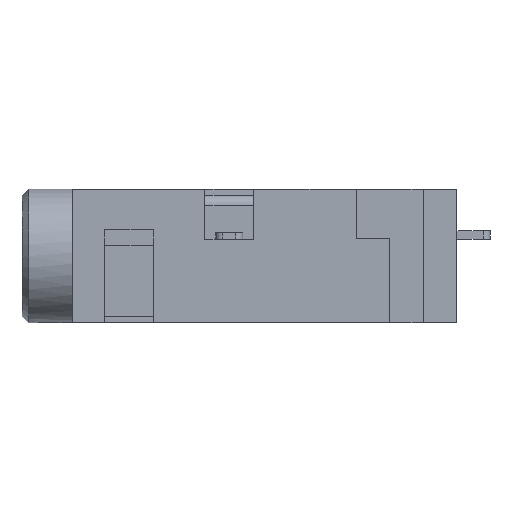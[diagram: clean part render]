
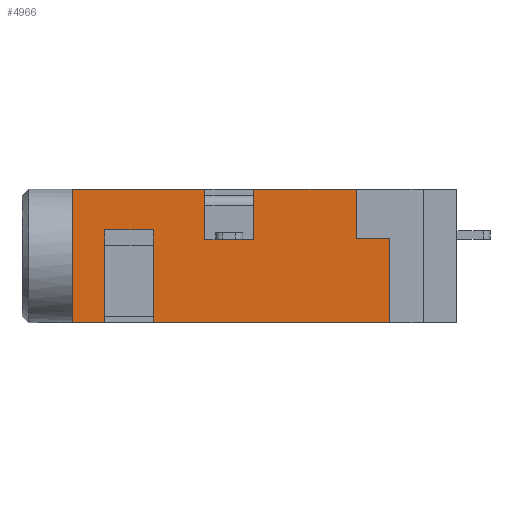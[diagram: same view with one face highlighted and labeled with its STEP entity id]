
A CAD part, front view. The second image highlights one B-rep face of the part: STEP entity #4966.
In plain terms, the highlighted planar face has unit normal (0, -1, 0).
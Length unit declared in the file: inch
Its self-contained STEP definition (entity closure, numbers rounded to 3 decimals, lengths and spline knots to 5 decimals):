
#48 = LINE ( 'NONE', #10781, #8798 ) ;
#57 = ORIENTED_EDGE ( 'NONE', *, *, #6682, .T. ) ;
#203 = DIRECTION ( 'NONE',  ( 1., 0., 0. ) ) ;
#300 = CARTESIAN_POINT ( 'NONE',  ( 8.76225, 4.63595, -0.18583 ) ) ;
#611 = DIRECTION ( 'NONE',  ( 0., 0., 1. ) ) ;
#832 = EDGE_CURVE ( 'NONE', #10742, #9082, #48, .T. ) ;
#847 = VECTOR ( 'NONE', #8332, 39.37008 ) ;
#867 = DIRECTION ( 'NONE',  ( 1., 0., 0. ) ) ;
#889 = VERTEX_POINT ( 'NONE', #6638 ) ;
#1071 = VECTOR ( 'NONE', #5654, 39.37008 ) ;
#1102 = VERTEX_POINT ( 'NONE', #300 ) ;
#1271 = VERTEX_POINT ( 'NONE', #3594 ) ;
#1347 = VERTEX_POINT ( 'NONE', #6623 ) ;
#1517 = VECTOR ( 'NONE', #13053, 39.37008 ) ;
#1578 = AXIS2_PLACEMENT_3D ( 'NONE', #4483, #6551, #10696 ) ;
#1763 = LINE ( 'NONE', #5046, #4152 ) ;
#2035 = DIRECTION ( 'NONE',  ( 0., 0., -1. ) ) ;
#2065 = DIRECTION ( 'NONE',  ( -1., 0., 0. ) ) ;
#2231 = CARTESIAN_POINT ( 'NONE',  ( 9.05871, 4.63595, -0.1378 ) ) ;
#2278 = VERTEX_POINT ( 'NONE', #2488 ) ;
#2488 = CARTESIAN_POINT ( 'NONE',  ( 8.93784, 4.63595, -0.1378 ) ) ;
#2512 = VECTOR ( 'NONE', #867, 39.37008 ) ;
#2714 = ORIENTED_EDGE ( 'NONE', *, *, #5861, .T. ) ;
#3218 = CARTESIAN_POINT ( 'NONE',  ( 9.05871, 4.63595, -0.19567 ) ) ;
#3350 = LINE ( 'NONE', #9824, #11809 ) ;
#3594 = CARTESIAN_POINT ( 'NONE',  ( 8.88036, 4.63595, -0.1378 ) ) ;
#3809 = VECTOR ( 'NONE', #7937, 39.37008 ) ;
#3968 = ORIENTED_EDGE ( 'NONE', *, *, #9161, .T. ) ;
#4068 = LINE ( 'NONE', #6478, #12337 ) ;
#4152 = VECTOR ( 'NONE', #4979, 39.37008 ) ;
#4353 = CARTESIAN_POINT ( 'NONE',  ( 8.72406, 4.63595, -0.29528 ) ) ;
#4483 = CARTESIAN_POINT ( 'NONE',  ( 8.95044, 4.63595, -0.21654 ) ) ;
#4512 = VECTOR ( 'NONE', #9661, 39.37008 ) ;
#4808 = CARTESIAN_POINT ( 'NONE',  ( 8.72406, 4.63595, -0.1378 ) ) ;
#4966 = ADVANCED_FACE ( 'NONE', ( #11533 ), #8587, .F. ) ;
#4979 = DIRECTION ( 'NONE',  ( 1., 0., 0. ) ) ;
#5046 = CARTESIAN_POINT ( 'NONE',  ( 8.93784, 4.63595, -0.1378 ) ) ;
#5113 = CARTESIAN_POINT ( 'NONE',  ( 8.88036, 4.63595, -0.19724 ) ) ;
#5332 = CARTESIAN_POINT ( 'NONE',  ( 9.09808, 4.63595, -0.29528 ) ) ;
#5379 = CARTESIAN_POINT ( 'NONE',  ( 8.93784, 4.63595, -0.19724 ) ) ;
#5420 = DIRECTION ( 'NONE',  ( 0., 0., 1. ) ) ;
#5510 = LINE ( 'NONE', #12015, #1071 ) ;
#5584 = EDGE_CURVE ( 'NONE', #6783, #7515, #10913, .T. ) ;
#5654 = DIRECTION ( 'NONE',  ( -1., 0., 0. ) ) ;
#5861 = EDGE_CURVE ( 'NONE', #889, #9082, #9054, .T. ) ;
#6009 = VECTOR ( 'NONE', #611, 39.37008 ) ;
#6132 = LINE ( 'NONE', #8100, #6009 ) ;
#6272 = CARTESIAN_POINT ( 'NONE',  ( 9.09808, 4.63595, -0.19567 ) ) ;
#6350 = ORIENTED_EDGE ( 'NONE', *, *, #10391, .T. ) ;
#6478 = CARTESIAN_POINT ( 'NONE',  ( 8.88036, 4.63595, -0.1378 ) ) ;
#6533 = ORIENTED_EDGE ( 'NONE', *, *, #8819, .F. ) ;
#6551 = DIRECTION ( 'NONE',  ( 0., 1., 0. ) ) ;
#6623 = CARTESIAN_POINT ( 'NONE',  ( 8.93784, 4.63595, -0.19724 ) ) ;
#6638 = CARTESIAN_POINT ( 'NONE',  ( 8.81973, 4.63595, -0.18583 ) ) ;
#6682 = EDGE_CURVE ( 'NONE', #1347, #12814, #13953, .T. ) ;
#6724 = ORIENTED_EDGE ( 'NONE', *, *, #10647, .F. ) ;
#6783 = VERTEX_POINT ( 'NONE', #12926 ) ;
#6898 = VECTOR ( 'NONE', #5420, 39.37008 ) ;
#7360 = VERTEX_POINT ( 'NONE', #12485 ) ;
#7436 = EDGE_CURVE ( 'NONE', #9135, #1271, #11615, .T. ) ;
#7515 = VERTEX_POINT ( 'NONE', #2231 ) ;
#7716 = ORIENTED_EDGE ( 'NONE', *, *, #8226, .T. ) ;
#7937 = DIRECTION ( 'NONE',  ( 0., 0., -1. ) ) ;
#7957 = CARTESIAN_POINT ( 'NONE',  ( 9.09808, 4.63595, -0.19567 ) ) ;
#8057 = LINE ( 'NONE', #12588, #847 ) ;
#8100 = CARTESIAN_POINT ( 'NONE',  ( 8.93784, 4.63595, -0.19724 ) ) ;
#8156 = VERTEX_POINT ( 'NONE', #6272 ) ;
#8219 = CARTESIAN_POINT ( 'NONE',  ( 8.72406, 4.63595, -0.1378 ) ) ;
#8226 = EDGE_CURVE ( 'NONE', #10742, #8156, #3350, .T. ) ;
#8314 = CARTESIAN_POINT ( 'NONE',  ( 8.72406, 4.63595, -0.29528 ) ) ;
#8332 = DIRECTION ( 'NONE',  ( 0., 0., 1. ) ) ;
#8587 = PLANE ( 'NONE',  #1578 ) ;
#8687 = LINE ( 'NONE', #12932, #11896 ) ;
#8781 = CARTESIAN_POINT ( 'NONE',  ( 8.81973, 4.63595, -0.18583 ) ) ;
#8798 = VECTOR ( 'NONE', #2065, 39.37008 ) ;
#8819 = EDGE_CURVE ( 'NONE', #2278, #7515, #1763, .T. ) ;
#9054 = LINE ( 'NONE', #8781, #3809 ) ;
#9082 = VERTEX_POINT ( 'NONE', #12251 ) ;
#9135 = VERTEX_POINT ( 'NONE', #4808 ) ;
#9161 = EDGE_CURVE ( 'NONE', #7360, #1102, #8057, .T. ) ;
#9283 = ORIENTED_EDGE ( 'NONE', *, *, #9516, .F. ) ;
#9358 = EDGE_CURVE ( 'NONE', #7360, #11948, #5510, .T. ) ;
#9516 = EDGE_CURVE ( 'NONE', #1347, #2278, #6132, .T. ) ;
#9661 = DIRECTION ( 'NONE',  ( -1., 0., 0. ) ) ;
#9824 = CARTESIAN_POINT ( 'NONE',  ( 9.09808, 4.63595, -0.29528 ) ) ;
#9878 = ORIENTED_EDGE ( 'NONE', *, *, #10319, .F. ) ;
#10319 = EDGE_CURVE ( 'NONE', #11948, #9135, #13573, .T. ) ;
#10391 = EDGE_CURVE ( 'NONE', #8156, #6783, #12150, .T. ) ;
#10647 = EDGE_CURVE ( 'NONE', #1271, #12814, #4068, .T. ) ;
#10696 = DIRECTION ( 'NONE',  ( 1., 0., 0. ) ) ;
#10742 = VERTEX_POINT ( 'NONE', #5332 ) ;
#10781 = CARTESIAN_POINT ( 'NONE',  ( 9.09808, 4.63595, -0.29528 ) ) ;
#10909 = EDGE_CURVE ( 'NONE', #1102, #889, #8687, .T. ) ;
#10913 = LINE ( 'NONE', #3218, #12180 ) ;
#10963 = ORIENTED_EDGE ( 'NONE', *, *, #832, .F. ) ;
#11039 = DIRECTION ( 'NONE',  ( 0., 0., 1. ) ) ;
#11533 = FACE_OUTER_BOUND ( 'NONE', #11639, .T. ) ;
#11615 = LINE ( 'NONE', #8219, #2512 ) ;
#11638 = ORIENTED_EDGE ( 'NONE', *, *, #10909, .T. ) ;
#11639 = EDGE_LOOP ( 'NONE', ( #6533, #9283, #57, #6724, #13027, #9878, #12901, #3968, #11638, #2714, #10963, #7716, #6350, #13791 ) ) ;
#11809 = VECTOR ( 'NONE', #11039, 39.37008 ) ;
#11851 = DIRECTION ( 'NONE',  ( 0., 0., 1. ) ) ;
#11896 = VECTOR ( 'NONE', #203, 39.37008 ) ;
#11948 = VERTEX_POINT ( 'NONE', #8314 ) ;
#12015 = CARTESIAN_POINT ( 'NONE',  ( 8.76225, 4.63595, -0.29528 ) ) ;
#12150 = LINE ( 'NONE', #7957, #1517 ) ;
#12180 = VECTOR ( 'NONE', #11851, 39.37008 ) ;
#12251 = CARTESIAN_POINT ( 'NONE',  ( 8.81973, 4.63595, -0.29528 ) ) ;
#12337 = VECTOR ( 'NONE', #2035, 39.37008 ) ;
#12485 = CARTESIAN_POINT ( 'NONE',  ( 8.76225, 4.63595, -0.29528 ) ) ;
#12588 = CARTESIAN_POINT ( 'NONE',  ( 8.76225, 4.63595, -0.29528 ) ) ;
#12814 = VERTEX_POINT ( 'NONE', #5113 ) ;
#12901 = ORIENTED_EDGE ( 'NONE', *, *, #9358, .F. ) ;
#12926 = CARTESIAN_POINT ( 'NONE',  ( 9.05871, 4.63595, -0.19567 ) ) ;
#12932 = CARTESIAN_POINT ( 'NONE',  ( 8.76225, 4.63595, -0.18583 ) ) ;
#13027 = ORIENTED_EDGE ( 'NONE', *, *, #7436, .F. ) ;
#13053 = DIRECTION ( 'NONE',  ( -1., 0., 0. ) ) ;
#13573 = LINE ( 'NONE', #4353, #6898 ) ;
#13791 = ORIENTED_EDGE ( 'NONE', *, *, #5584, .T. ) ;
#13953 = LINE ( 'NONE', #5379, #4512 ) ;
